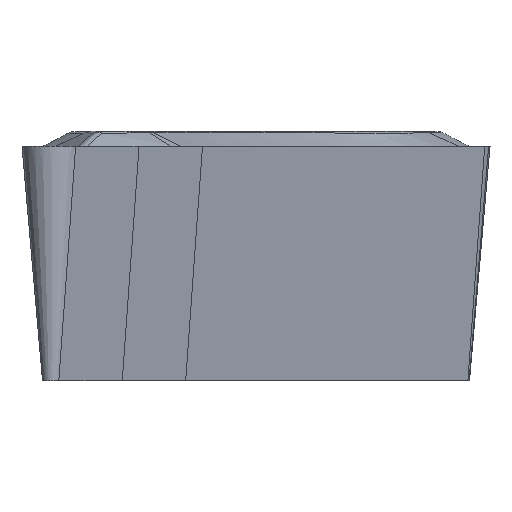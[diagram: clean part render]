
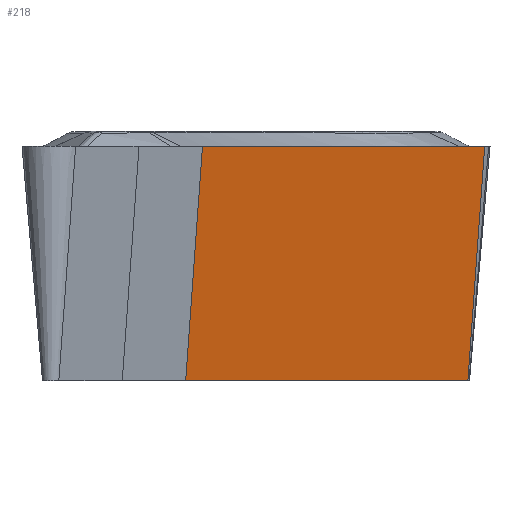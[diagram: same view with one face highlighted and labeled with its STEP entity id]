
A CAD part, left-side view. The second image highlights one B-rep face of the part: STEP entity #218.
In plain terms, the highlighted planar face has unit normal (-0.571, -0.816, -0.087).
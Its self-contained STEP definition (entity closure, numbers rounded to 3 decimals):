
#50=LINE('',#4824,#85);
#60=LINE('',#4880,#95);
#78=LINE('',#4944,#113);
#79=LINE('',#4980,#114);
#85=VECTOR('',#1173,1.);
#95=VECTOR('',#1191,1.);
#113=VECTOR('',#1227,1.);
#114=VECTOR('',#1230,1.);
#151=PLANE('',#1067);
#218=ADVANCED_FACE('',(#298),#151,.T.);
#298=FACE_OUTER_BOUND('',#365,.T.);
#365=EDGE_LOOP('',(#680,#681,#682,#683));
#680=ORIENTED_EDGE('',*,*,#912,.F.);
#681=ORIENTED_EDGE('',*,*,#931,.F.);
#682=ORIENTED_EDGE('',*,*,#894,.F.);
#683=ORIENTED_EDGE('',*,*,#932,.T.);
#766=VERTEX_POINT('',#4823);
#767=VERTEX_POINT('',#4825);
#784=VERTEX_POINT('',#4879);
#785=VERTEX_POINT('',#4881);
#894=EDGE_CURVE('',#766,#767,#50,.T.);
#912=EDGE_CURVE('',#784,#785,#60,.T.);
#931=EDGE_CURVE('',#767,#784,#78,.T.);
#932=EDGE_CURVE('',#766,#785,#79,.T.);
#1067=AXIS2_PLACEMENT_3D('',#4981,#1231,#1232);
#1173=DIRECTION('',(0.819,-0.574,0.));
#1191=DIRECTION('',(-0.819,0.574,0.));
#1227=DIRECTION('',(0.05,0.071,-0.996));
#1230=DIRECTION('',(0.05,0.071,-0.996));
#1231=DIRECTION('',(-0.571,-0.816,-0.087));
#1232=DIRECTION('',(0.819,-0.574,0.));
#4823=CARTESIAN_POINT('',(-6.573,0.727,-0.2));
#4824=CARTESIAN_POINT('',(-6.573,0.727,-0.2));
#4825=CARTESIAN_POINT('',(-1.104,-3.103,-0.2));
#4879=CARTESIAN_POINT('',(-0.945,-2.875,-3.38));
#4880=CARTESIAN_POINT('',(-1.656,-2.377,-3.38));
#4881=CARTESIAN_POINT('',(-6.414,0.955,-3.38));
#4944=CARTESIAN_POINT('',(-1.104,-3.103,-0.2));
#4980=CARTESIAN_POINT('',(-6.573,0.727,-0.2));
#4981=CARTESIAN_POINT('',(-6.573,0.727,-0.2));
